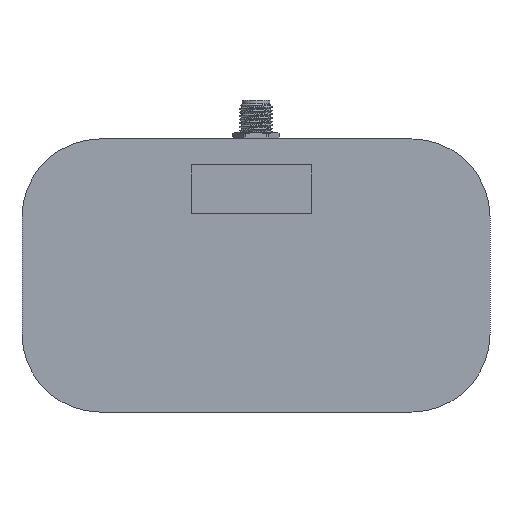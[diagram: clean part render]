
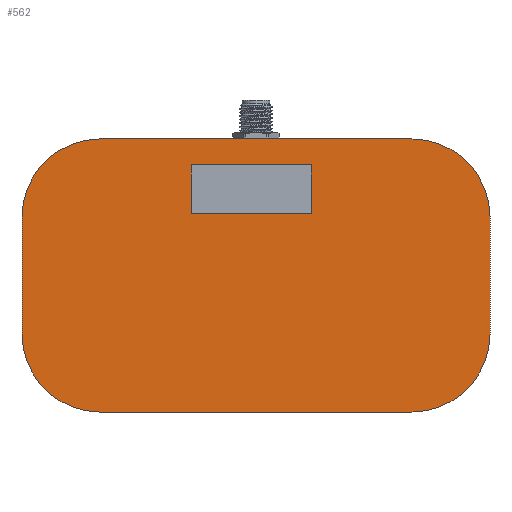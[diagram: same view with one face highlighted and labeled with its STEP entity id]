
A CAD part, front view. The second image highlights one B-rep face of the part: STEP entity #562.
In plain terms, the highlighted planar face has unit normal (0, -1, 0).
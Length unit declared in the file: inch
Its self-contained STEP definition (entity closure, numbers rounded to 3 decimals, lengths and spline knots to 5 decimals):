
#12 = CARTESIAN_POINT ( 'NONE',  ( -1.8, 0., -1.05 ) ) ;
#57 = VERTEX_POINT ( 'NONE', #3957 ) ;
#77 = DIRECTION ( 'NONE',  ( 1., 0., 0. ) ) ;
#137 = CARTESIAN_POINT ( 'NONE',  ( 0.42513, 0., 0.85114 ) ) ;
#162 = ORIENTED_EDGE ( 'NONE', *, *, #10667, .F. ) ;
#270 = ORIENTED_EDGE ( 'NONE', *, *, #1498, .T. ) ;
#315 = DIRECTION ( 'NONE',  ( 0., 0., 1. ) ) ;
#562 = ADVANCED_FACE ( 'NONE', ( #6554, #12352 ), #11155, .T. ) ;
#679 = EDGE_CURVE ( 'NONE', #11479, #12514, #2679, .T. ) ;
#880 = DIRECTION ( 'NONE',  ( -1., 0., 0. ) ) ;
#1047 = VERTEX_POINT ( 'NONE', #6935 ) ;
#1087 = EDGE_CURVE ( 'NONE', #7771, #1047, #3400, .T. ) ;
#1200 = LINE ( 'NONE', #7902, #9558 ) ;
#1372 = CIRCLE ( 'NONE', #14842, 0.6 ) ;
#1498 = EDGE_CURVE ( 'NONE', #14375, #12338, #7946, .T. ) ;
#1524 = LINE ( 'NONE', #6113, #9070 ) ;
#1719 = CARTESIAN_POINT ( 'NONE',  ( 1.2, 0., 1.05 ) ) ;
#2033 = CARTESIAN_POINT ( 'NONE',  ( 0., 0., 0. ) ) ;
#2200 = AXIS2_PLACEMENT_3D ( 'NONE', #8967, #9179, #7770 ) ;
#2679 = CIRCLE ( 'NONE', #6045, 0.6 ) ;
#2724 = CARTESIAN_POINT ( 'NONE',  ( -0.49826, 0., 0.85114 ) ) ;
#3400 = LINE ( 'NONE', #13794, #5811 ) ;
#3414 = ORIENTED_EDGE ( 'NONE', *, *, #13894, .T. ) ;
#3672 = VERTEX_POINT ( 'NONE', #4629 ) ;
#3911 = DIRECTION ( 'NONE',  ( 0., 0., 1. ) ) ;
#3957 = CARTESIAN_POINT ( 'NONE',  ( 1.8, 0., -0.45 ) ) ;
#4380 = CARTESIAN_POINT ( 'NONE',  ( -1.8, 0., -0.45 ) ) ;
#4489 = ORIENTED_EDGE ( 'NONE', *, *, #9316, .T. ) ;
#4522 = EDGE_CURVE ( 'NONE', #11479, #3672, #10881, .T. ) ;
#4620 = ORIENTED_EDGE ( 'NONE', *, *, #12458, .F. ) ;
#4629 = CARTESIAN_POINT ( 'NONE',  ( -1.8, 0., 0.45 ) ) ;
#4827 = CARTESIAN_POINT ( 'NONE',  ( -0.49826, 0., 0.85114 ) ) ;
#4945 = EDGE_LOOP ( 'NONE', ( #5622, #5001, #4620, #162 ) ) ;
#5001 = ORIENTED_EDGE ( 'NONE', *, *, #10441, .F. ) ;
#5060 = ORIENTED_EDGE ( 'NONE', *, *, #10781, .F. ) ;
#5622 = ORIENTED_EDGE ( 'NONE', *, *, #1087, .F. ) ;
#5811 = VECTOR ( 'NONE', #77, 39.37008 ) ;
#5944 = VECTOR ( 'NONE', #11917, 39.37008 ) ;
#6045 = AXIS2_PLACEMENT_3D ( 'NONE', #8090, #10424, #11407 ) ;
#6113 = CARTESIAN_POINT ( 'NONE',  ( 1.8, 0., 1.05 ) ) ;
#6136 = ORIENTED_EDGE ( 'NONE', *, *, #12082, .F. ) ;
#6243 = CARTESIAN_POINT ( 'NONE',  ( 0.42513, 0., 0.85114 ) ) ;
#6279 = VERTEX_POINT ( 'NONE', #14233 ) ;
#6554 = FACE_OUTER_BOUND ( 'NONE', #13581, .T. ) ;
#6767 = VECTOR ( 'NONE', #315, 39.37008 ) ;
#6921 = VECTOR ( 'NONE', #3911, 39.37008 ) ;
#6935 = CARTESIAN_POINT ( 'NONE',  ( 0.42513, 0., 0.47573 ) ) ;
#7669 = CARTESIAN_POINT ( 'NONE',  ( -0.49826, 0., 0.85114 ) ) ;
#7770 = DIRECTION ( 'NONE',  ( 0., 0., -1. ) ) ;
#7771 = VERTEX_POINT ( 'NONE', #11646 ) ;
#7902 = CARTESIAN_POINT ( 'NONE',  ( -1.8, 0., 1.05 ) ) ;
#7946 = CIRCLE ( 'NONE', #2200, 0.6 ) ;
#8090 = CARTESIAN_POINT ( 'NONE',  ( -1.2, 0., -0.45 ) ) ;
#8219 = ORIENTED_EDGE ( 'NONE', *, *, #679, .T. ) ;
#8468 = DIRECTION ( 'NONE',  ( 0., -1., 0. ) ) ;
#8964 = EDGE_CURVE ( 'NONE', #6279, #12514, #8989, .T. ) ;
#8967 = CARTESIAN_POINT ( 'NONE',  ( 1.2, 0., 0.45 ) ) ;
#8989 = LINE ( 'NONE', #12, #13159 ) ;
#9059 = DIRECTION ( 'NONE',  ( -1., 0., 0. ) ) ;
#9070 = VECTOR ( 'NONE', #10939, 39.37008 ) ;
#9111 = CARTESIAN_POINT ( 'NONE',  ( -1.2, 0., 1.05 ) ) ;
#9179 = DIRECTION ( 'NONE',  ( 0., -1., 0. ) ) ;
#9316 = EDGE_CURVE ( 'NONE', #14784, #3672, #1372, .T. ) ;
#9510 = CARTESIAN_POINT ( 'NONE',  ( 1.2, 0., -0.45 ) ) ;
#9558 = VECTOR ( 'NONE', #13697, 39.37008 ) ;
#9993 = LINE ( 'NONE', #7669, #13887 ) ;
#10230 = DIRECTION ( 'NONE',  ( 0., 0., -1. ) ) ;
#10424 = DIRECTION ( 'NONE',  ( 0., -1., 0. ) ) ;
#10441 = EDGE_CURVE ( 'NONE', #10457, #7771, #13122, .T. ) ;
#10457 = VERTEX_POINT ( 'NONE', #4827 ) ;
#10667 = EDGE_CURVE ( 'NONE', #1047, #12167, #12868, .T. ) ;
#10721 = CARTESIAN_POINT ( 'NONE',  ( -1.8, 0., 1.05 ) ) ;
#10758 = CARTESIAN_POINT ( 'NONE',  ( -1.2, 0., 0.45 ) ) ;
#10781 = EDGE_CURVE ( 'NONE', #14784, #12338, #1200, .T. ) ;
#10881 = LINE ( 'NONE', #10721, #6767 ) ;
#10939 = DIRECTION ( 'NONE',  ( 0., 0., -1. ) ) ;
#11155 = PLANE ( 'NONE',  #13263 ) ;
#11407 = DIRECTION ( 'NONE',  ( 0., 0., -1. ) ) ;
#11479 = VERTEX_POINT ( 'NONE', #4380 ) ;
#11646 = CARTESIAN_POINT ( 'NONE',  ( -0.49826, 0., 0.47573 ) ) ;
#11667 = DIRECTION ( 'NONE',  ( 0., 0., -1. ) ) ;
#11743 = DIRECTION ( 'NONE',  ( 0., -1., 0. ) ) ;
#11833 = CIRCLE ( 'NONE', #14725, 0.6 ) ;
#11917 = DIRECTION ( 'NONE',  ( 0., 0., -1. ) ) ;
#12082 = EDGE_CURVE ( 'NONE', #14375, #57, #1524, .T. ) ;
#12167 = VERTEX_POINT ( 'NONE', #137 ) ;
#12338 = VERTEX_POINT ( 'NONE', #1719 ) ;
#12352 = FACE_BOUND ( 'NONE', #4945, .T. ) ;
#12409 = CARTESIAN_POINT ( 'NONE',  ( 1.8, 0., 0.45 ) ) ;
#12421 = DIRECTION ( 'NONE',  ( 0., -1., 0. ) ) ;
#12458 = EDGE_CURVE ( 'NONE', #12167, #10457, #9993, .T. ) ;
#12514 = VERTEX_POINT ( 'NONE', #14597 ) ;
#12868 = LINE ( 'NONE', #6243, #6921 ) ;
#12994 = ORIENTED_EDGE ( 'NONE', *, *, #8964, .F. ) ;
#13122 = LINE ( 'NONE', #2724, #5944 ) ;
#13159 = VECTOR ( 'NONE', #9059, 39.37008 ) ;
#13263 = AXIS2_PLACEMENT_3D ( 'NONE', #2033, #12421, #10230 ) ;
#13581 = EDGE_LOOP ( 'NONE', ( #6136, #270, #5060, #4489, #14381, #8219, #12994, #3414 ) ) ;
#13697 = DIRECTION ( 'NONE',  ( 1., 0., 0. ) ) ;
#13794 = CARTESIAN_POINT ( 'NONE',  ( -0.49826, 0., 0.47573 ) ) ;
#13887 = VECTOR ( 'NONE', #880, 39.37008 ) ;
#13894 = EDGE_CURVE ( 'NONE', #6279, #57, #11833, .T. ) ;
#14233 = CARTESIAN_POINT ( 'NONE',  ( 1.2, 0., -1.05 ) ) ;
#14266 = DIRECTION ( 'NONE',  ( 0., 0., -1. ) ) ;
#14375 = VERTEX_POINT ( 'NONE', #12409 ) ;
#14381 = ORIENTED_EDGE ( 'NONE', *, *, #4522, .F. ) ;
#14597 = CARTESIAN_POINT ( 'NONE',  ( -1.2, 0., -1.05 ) ) ;
#14725 = AXIS2_PLACEMENT_3D ( 'NONE', #9510, #8468, #14266 ) ;
#14784 = VERTEX_POINT ( 'NONE', #9111 ) ;
#14842 = AXIS2_PLACEMENT_3D ( 'NONE', #10758, #11743, #11667 ) ;
